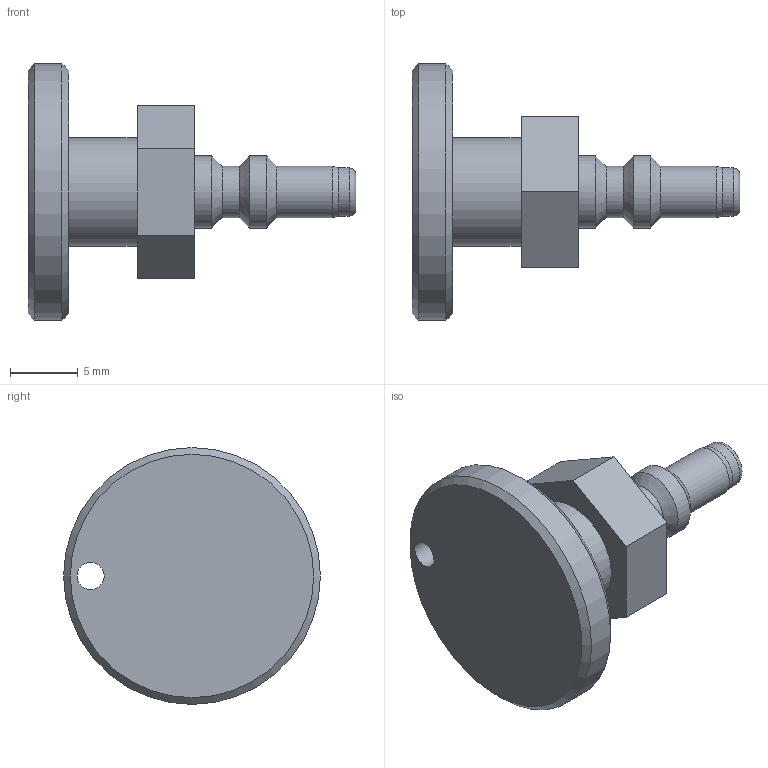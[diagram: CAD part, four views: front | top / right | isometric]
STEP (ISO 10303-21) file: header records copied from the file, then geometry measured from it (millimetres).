
FILE_DESCRIPTION((''),'2;1');
FILE_NAME('bouchon modif2.stp','2020-05-25T18:56:14',(''),(''),'STEP Write','Mastercam 2020 ... CNC Software, Inc.','');
FILE_SCHEMA(('AUTOMOTIVE_DESIGN'));
Length unit declared in the file: millimetre
Products named in the file (1): None
Bounding box: 24.26 x 19 x 19 mm (x, y, z)
Volume: 1706.9 mm3; surface area: 1291.4 mm2
Topology: 1 solids, 1 shells, 28 faces, 58 edges, 36 vertices
Faces by surface type: plane 12, cylinder 9, cone 6, torus 1
Full cylindrical faces by diameter (mm): 1.778 x1, 2 x1, 3.556 x1, 3.81 x2, 5.334 x2, 8 x1, 19 x1
Entity records: 695 total; most frequent: DIRECTION 120, CARTESIAN_POINT 102, ORIENTED_EDGE 78, AXIS2_PLACEMENT_3D 51, EDGE_LOOP 50, EDGE_CURVE 39, VERTEX_POINT 33, FACE_BOUND 32
